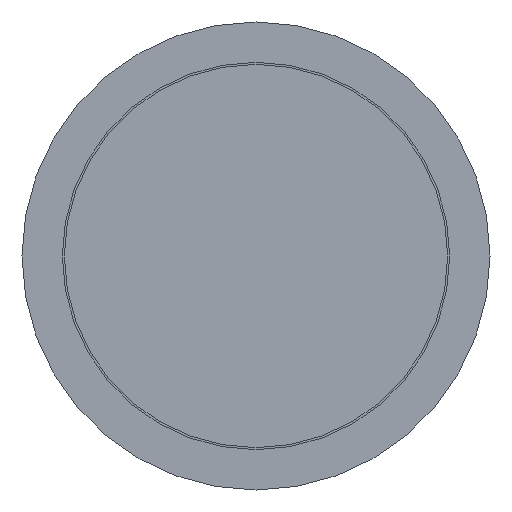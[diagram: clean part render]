
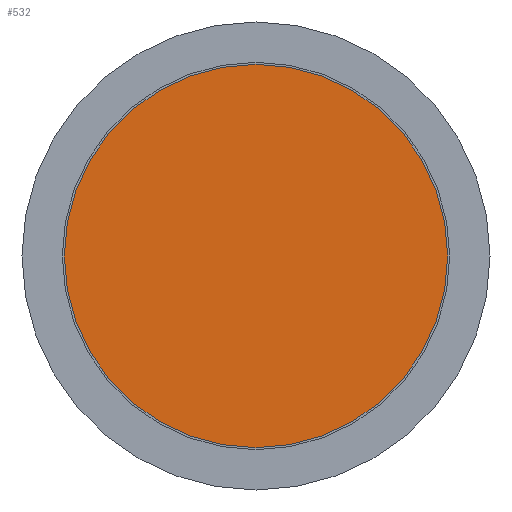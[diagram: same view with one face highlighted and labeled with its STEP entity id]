
A CAD part, front view. The second image highlights one B-rep face of the part: STEP entity #532.
In plain terms, the highlighted planar face has unit normal (0, -1, 0).
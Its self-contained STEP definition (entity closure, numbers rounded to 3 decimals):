
#36 = DIRECTION ( 'NONE',  ( 0., 0., 1. ) ) ;
#118 = PLANE ( 'NONE',  #489 ) ;
#126 = EDGE_CURVE ( 'NONE', #179, #179, #267, .T. ) ;
#179 = VERTEX_POINT ( 'NONE', #315 ) ;
#226 = DIRECTION ( 'NONE',  ( 0., -1., 0. ) ) ;
#267 = CIRCLE ( 'NONE', #302, 23.75 ) ;
#290 = ORIENTED_EDGE ( 'NONE', *, *, #126, .T. ) ;
#301 = FACE_OUTER_BOUND ( 'NONE', #464, .T. ) ;
#302 = AXIS2_PLACEMENT_3D ( 'NONE', #318, #226, #358 ) ;
#315 = CARTESIAN_POINT ( 'NONE',  ( 0., 0., -23.75 ) ) ;
#318 = CARTESIAN_POINT ( 'NONE',  ( 0., 0., 0. ) ) ;
#358 = DIRECTION ( 'NONE',  ( 0., 0., -1. ) ) ;
#421 = DIRECTION ( 'NONE',  ( 0., 1., 0. ) ) ;
#464 = EDGE_LOOP ( 'NONE', ( #290 ) ) ;
#470 = CARTESIAN_POINT ( 'NONE',  ( -23.75, 0., 0. ) ) ;
#489 = AXIS2_PLACEMENT_3D ( 'NONE', #470, #421, #36 ) ;
#532 = ADVANCED_FACE ( 'NONE', ( #301 ), #118, .F. ) ;
